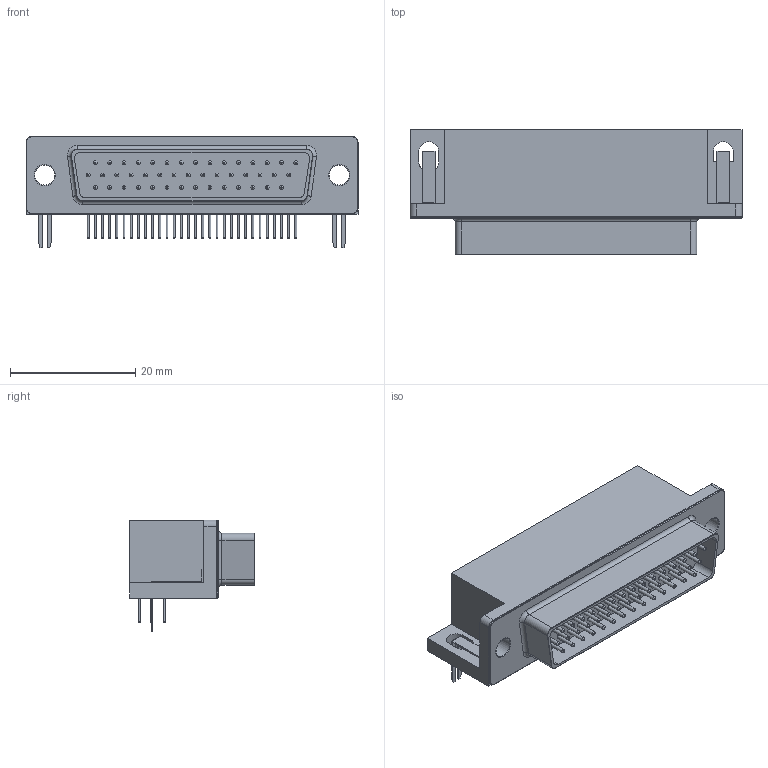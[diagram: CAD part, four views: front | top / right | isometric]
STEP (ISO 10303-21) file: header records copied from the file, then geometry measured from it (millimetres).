
FILE_DESCRIPTION(/* description */ ('model of DSUB-44-HD_Male_Horizontal_P2.29x1.98mm_EdgePinOffset8.35mm_Housed_MountingHolesOffset10.89mm'),/* implementation_level */ '2;1');
FILE_NAME(/* name */ 'DSUB-44-HD_Male_Horizontal_P2.29x1.98mm_EdgePinOffset8.35mm_Housed_MountingHolesOffset10.89mm.step',/* time_stamp */ '2019-01-05T14:21:23',/* author */ ('kicad StepUp','ksu'),/* organization */ ('FreeCAD'),/* preprocessor_version */ 'OCC',/* originating_system */ 'kicad StepUp',/* authorisation */ '');
FILE_SCHEMA(('AUTOMOTIVE_DESIGN { 1 0 10303 214 1 1 1 1 }'));
Length unit declared in the file: millimetre
Products named in the file (1): DSUB_91_male
Bounding box: 53.1 x 19.99 x 17.9 mm (x, y, z)
Volume: 8892.6 mm3; surface area: 5043.2 mm2
Topology: 1 solids, 2 shells, 434 faces, 888 edges, 550 vertices
Faces by surface type: cylinder 167, plane 161, revolution 92, torus 10, cone 4
Full cylindrical faces by diameter (mm): 0.3 x44, 0.6 x88, 3.2 x2, 4 x2
Entity records: 15816 total; most frequent: CARTESIAN_POINT 2945, DIRECTION 2190, ORIENTED_EDGE 1776, EDGE_CURVE 888, AXIS2_PLACEMENT_3D 873, FACE_BOUND 622, EDGE_LOOP 622, VERTEX_POINT 550
